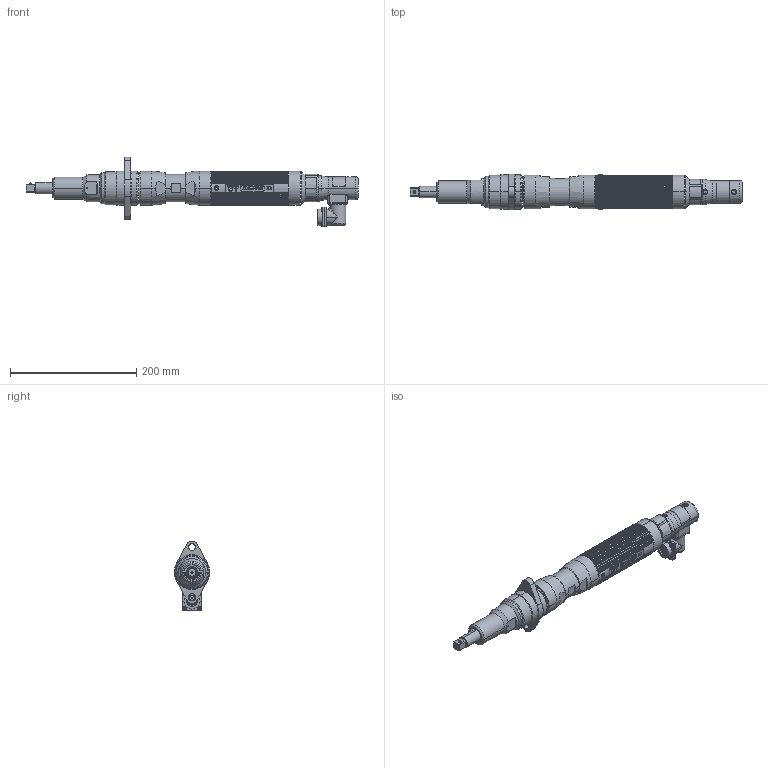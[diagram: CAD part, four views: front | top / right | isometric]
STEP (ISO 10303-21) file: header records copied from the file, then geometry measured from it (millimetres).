
FILE_DESCRIPTION((''),'2;1');
FILE_NAME('EB44MB1F1-80','2012-05-17T',('EJF1116'),(''),'PRO/ENGINEER BY PARAMETRIC TECHNOLOGY CORPORATION, 2010430','PRO/ENGINEER BY PARAMETRIC TECHNOLOGY CORPORATION, 2010430','');
FILE_SCHEMA(('CONFIG_CONTROL_DESIGN'));
Length unit declared in the file: inch
Products named in the file (1): EB44MB1F1-80
Bounding box: 526.19 x 56.39 x 110.39 mm (x, y, z)
Surface area: 95642.8 mm2 (no closed solid volume)
Topology: 0 solids, 80 shells, 429 faces, 2662 edges, 2204 vertices
Faces by surface type: cylinder 208, plane 116, cone 39, bspline 36, torus 26, extrusion 2, sphere 2
Entity records: 32852 total; most frequent: CARTESIAN_POINT 13957, DIRECTION 3572, ORIENTED_EDGE 3333, EDGE_CURVE 2660, VERTEX_POINT 2204, VECTOR 1374, LINE 1372, AXIS2_PLACEMENT_3D 1099
